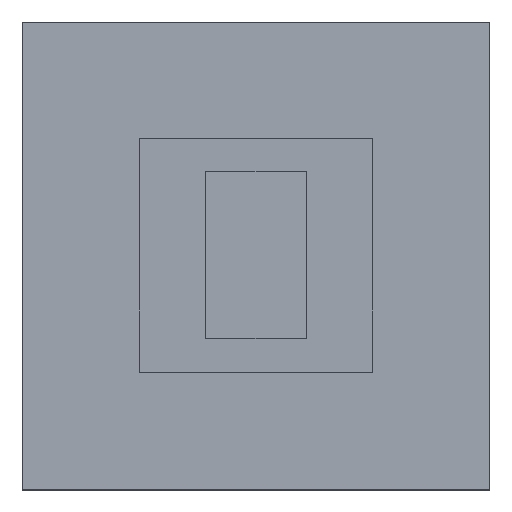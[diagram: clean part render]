
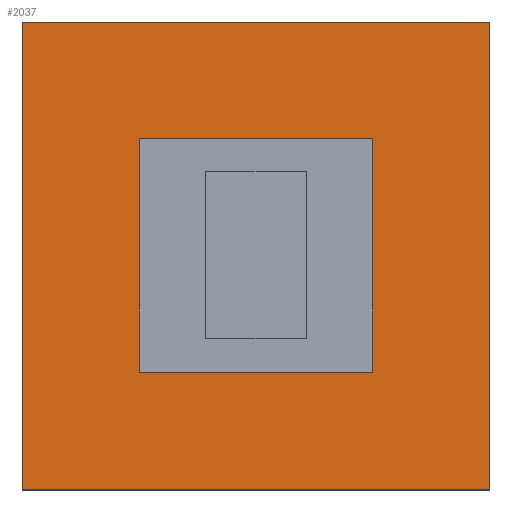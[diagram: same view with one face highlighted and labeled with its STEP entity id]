
A CAD part, top view. The second image highlights one B-rep face of the part: STEP entity #2037.
In plain terms, the highlighted planar face has unit normal (0, 0, 1).
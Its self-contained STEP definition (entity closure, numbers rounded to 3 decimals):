
#77=ORIENTED_EDGE('',*,*,#478,.T.);
#78=ORIENTED_EDGE('',*,*,#464,.T.);
#79=ORIENTED_EDGE('',*,*,#479,.T.);
#80=ORIENTED_EDGE('',*,*,#480,.T.);
#81=ORIENTED_EDGE('',*,*,#481,.T.);
#82=ORIENTED_EDGE('',*,*,#482,.T.);
#83=ORIENTED_EDGE('',*,*,#483,.T.);
#84=ORIENTED_EDGE('',*,*,#484,.T.);
#464=EDGE_CURVE('',#665,#664,#799,.T.);
#478=EDGE_CURVE('',#678,#665,#813,.T.);
#479=EDGE_CURVE('',#664,#679,#814,.T.);
#480=EDGE_CURVE('',#679,#678,#815,.T.);
#481=EDGE_CURVE('',#680,#681,#816,.T.);
#482=EDGE_CURVE('',#681,#682,#817,.T.);
#483=EDGE_CURVE('',#682,#683,#818,.T.);
#484=EDGE_CURVE('',#683,#680,#819,.T.);
#664=VERTEX_POINT('',#2662);
#665=VERTEX_POINT('',#2664);
#678=VERTEX_POINT('',#2693);
#679=VERTEX_POINT('',#2695);
#680=VERTEX_POINT('',#2698);
#681=VERTEX_POINT('',#2699);
#682=VERTEX_POINT('',#2701);
#683=VERTEX_POINT('',#2703);
#799=LINE('',#2663,#1000);
#813=LINE('',#2692,#1014);
#814=LINE('',#2694,#1015);
#815=LINE('',#2696,#1016);
#816=LINE('',#2697,#1017);
#817=LINE('',#2700,#1018);
#818=LINE('',#2702,#1019);
#819=LINE('',#2704,#1020);
#1000=VECTOR('',#2254,1000.);
#1014=VECTOR('',#2272,1000.);
#1015=VECTOR('',#2273,1000.);
#1016=VECTOR('',#2274,1000.);
#1017=VECTOR('',#2275,1000.);
#1018=VECTOR('',#2276,1000.);
#1019=VECTOR('',#2277,1000.);
#1020=VECTOR('',#2278,1000.);
#1173=EDGE_LOOP('',(#77,#78,#79,#80));
#1174=EDGE_LOOP('',(#81,#82,#83,#84));
#1272=FACE_BOUND('',#1173,.T.);
#1273=FACE_BOUND('',#1174,.T.);
#1361=PLANE('',#2126);
#2037=ADVANCED_FACE('',(#1272,#1273),#1361,.T.);
#2126=AXIS2_PLACEMENT_3D('',#2691,#2270,#2271);
#2254=DIRECTION('',(0.,1.,0.));
#2270=DIRECTION('',(0.,0.,1.));
#2271=DIRECTION('',(1.,0.,0.));
#2272=DIRECTION('',(1.,0.,0.));
#2273=DIRECTION('',(-1.,0.,0.));
#2274=DIRECTION('',(0.,-1.,0.));
#2275=DIRECTION('',(-1.,0.,0.));
#2276=DIRECTION('',(0.,1.,0.));
#2277=DIRECTION('',(1.,0.,0.));
#2278=DIRECTION('',(0.,-1.,0.));
#2662=CARTESIAN_POINT('',(7.,7.,7.));
#2663=CARTESIAN_POINT('',(7.,0.,7.));
#2664=CARTESIAN_POINT('',(7.,0.,7.));
#2691=CARTESIAN_POINT('',(0.,0.,7.));
#2692=CARTESIAN_POINT('',(0.,0.,7.));
#2693=CARTESIAN_POINT('',(0.,0.,7.));
#2694=CARTESIAN_POINT('',(7.,7.,7.));
#2695=CARTESIAN_POINT('',(0.,7.,7.));
#2696=CARTESIAN_POINT('',(0.,7.,7.));
#2697=CARTESIAN_POINT('',(5.25,1.75,7.));
#2698=CARTESIAN_POINT('',(5.25,1.75,7.));
#2699=CARTESIAN_POINT('',(1.75,1.75,7.));
#2700=CARTESIAN_POINT('',(1.75,1.75,7.));
#2701=CARTESIAN_POINT('',(1.75,5.25,7.));
#2702=CARTESIAN_POINT('',(1.75,5.25,7.));
#2703=CARTESIAN_POINT('',(5.25,5.25,7.));
#2704=CARTESIAN_POINT('',(5.25,5.25,7.));
